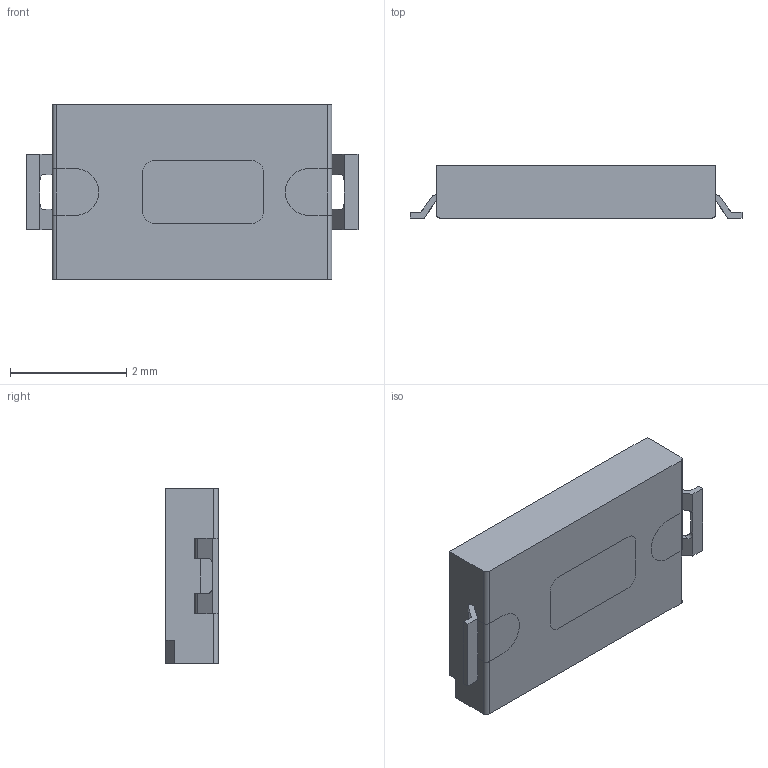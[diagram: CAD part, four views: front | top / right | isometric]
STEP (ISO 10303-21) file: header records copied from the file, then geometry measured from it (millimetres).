
FILE_DESCRIPTION (( 'STEP AP214' ), '1' );
FILE_NAME ('OF-SMD5730NW.STEP', '2024-05-31T15:14:23', ( 'LENOVO' ), ( '' ), 'SwSTEP 2.0', 'SolidWorks 2021', '' );
FILE_SCHEMA (( 'AUTOMOTIVE_DESIGN' ));
Length unit declared in the file: millimetre
Products named in the file (1): OF-SMD5730NW
Bounding box: 5.7 x 0.9 x 3 mm (x, y, z)
Volume: 13.1 mm3; surface area: 94.5 mm2
Topology: 7 solids, 7 shells, 108 faces, 268 edges, 176 vertices
Faces by surface type: plane 74, cylinder 34
Entity records: 3276 total; most frequent: CARTESIAN_POINT 577, DIRECTION 538, ORIENTED_EDGE 536, EDGE_CURVE 268, LINE 200, VECTOR 200, VERTEX_POINT 176, AXIS2_PLACEMENT_3D 169
